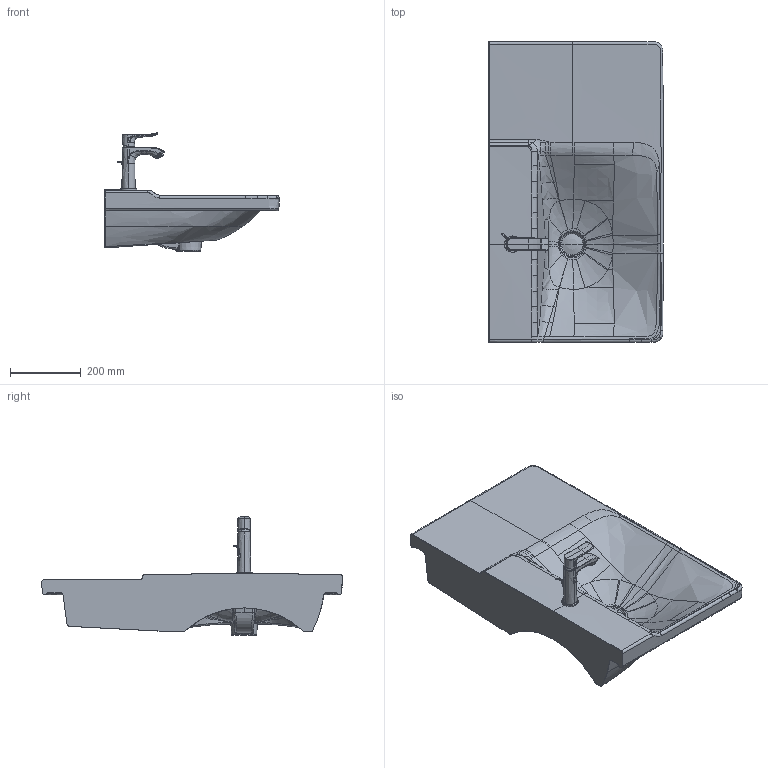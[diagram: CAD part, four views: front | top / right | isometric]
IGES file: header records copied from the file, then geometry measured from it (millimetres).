
Global section: file name: No Iges File Name specified; native system: Autodesk Inventor 2011; preprocessor: AutoDesk Inventor Iges Exporter R2011; author: Administrator; date: 20151002.160334; units: millimetre
Bounding box: 494.86 x 850 x 334.47 mm (x, y, z)
Volume: 17443688.3 mm3; surface area: 1365657.7 mm2
Topology: 11 solids, 11 shells, 1642 faces, 4622 edges, 2984 vertices
Faces by surface type: bspline 651, plane 504, cylinder 288, revolution 100, cone 53, torus 46
